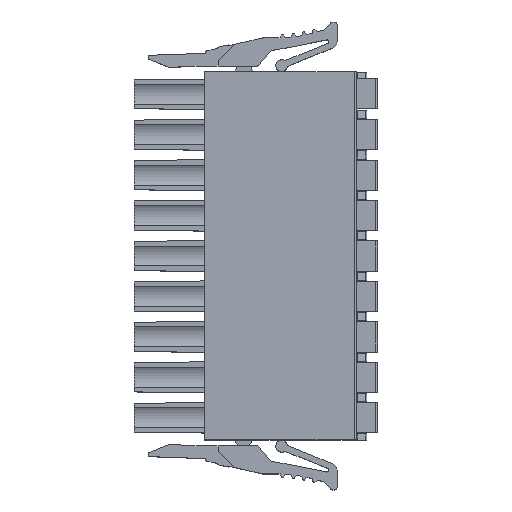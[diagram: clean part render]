
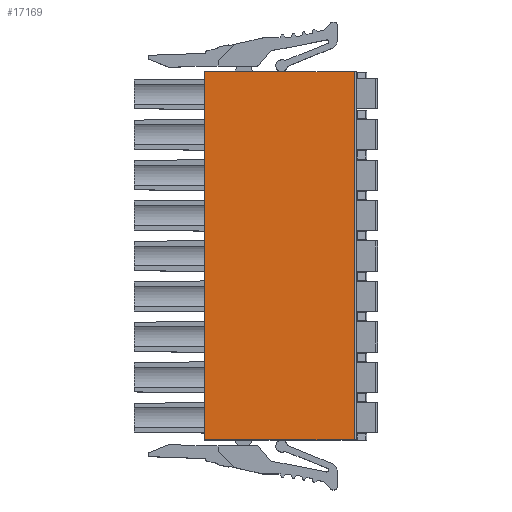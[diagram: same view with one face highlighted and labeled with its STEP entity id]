
A CAD part, top view. The second image highlights one B-rep face of the part: STEP entity #17169.
In plain terms, the highlighted planar face has unit normal (0, 0, 1).
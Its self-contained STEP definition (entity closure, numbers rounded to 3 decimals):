
#3631=DIRECTION('',(0.,1.,0.));
#3632=VECTOR('',#3631,34.68);
#3633=CARTESIAN_POINT('',(7.475,-22.265,3.4));
#3634=LINE('',#3633,#3632);
#3639=DIRECTION('',(0.,1.,0.));
#3640=VECTOR('',#3639,34.68);
#3641=CARTESIAN_POINT('',(-6.625,-22.265,
3.4));
#3642=LINE('',#3641,#3640);
#5169=DIRECTION('',(-1.,0.,0.));
#5170=VECTOR('',#5169,14.1);
#5171=CARTESIAN_POINT('',(7.475,12.415,3.4));
#5172=LINE('',#5171,#5170);
#6430=DIRECTION('',(1.,0.,0.));
#6431=VECTOR('',#6430,14.1);
#6432=CARTESIAN_POINT('',(-6.625,-22.265,
3.4));
#6433=LINE('',#6432,#6431);
#9897=CARTESIAN_POINT('',(-6.625,-22.265,
3.4));
#9898=VERTEX_POINT('',#9897);
#9925=CARTESIAN_POINT('',(7.475,-22.265,3.4));
#9926=VERTEX_POINT('',#9925);
#11910=CARTESIAN_POINT('',(-6.625,12.415,
3.4));
#11911=VERTEX_POINT('',#11910);
#11912=CARTESIAN_POINT('',(7.475,12.415,3.4));
#11913=VERTEX_POINT('',#11912);
#17155=CARTESIAN_POINT('',(4.299,-14.645,3.4));
#17156=DIRECTION('',(0.,0.,1.));
#17157=DIRECTION('',(-1.,0.,0.));
#17158=AXIS2_PLACEMENT_3D('',#17155,#17156,#17157);
#17159=PLANE('',#17158);
#17161=ORIENTED_EDGE('',*,*,#17160,.T.);
#17163=ORIENTED_EDGE('',*,*,#17162,.F.);
#17164=ORIENTED_EDGE('',*,*,#17145,.F.);
#17166=ORIENTED_EDGE('',*,*,#17165,.F.);
#17167=EDGE_LOOP('',(#17161,#17163,#17164,#17166));
#17168=FACE_OUTER_BOUND('',#17167,.F.);
#17145=EDGE_CURVE('',#9926,#11913,#3634,.T.);
#17160=EDGE_CURVE('',#9898,#11911,#3642,.T.);
#17162=EDGE_CURVE('',#11913,#11911,#5172,.T.);
#17165=EDGE_CURVE('',#9898,#9926,#6433,.T.);
#17169=ADVANCED_FACE('',(#17168),#17159,.T.);
